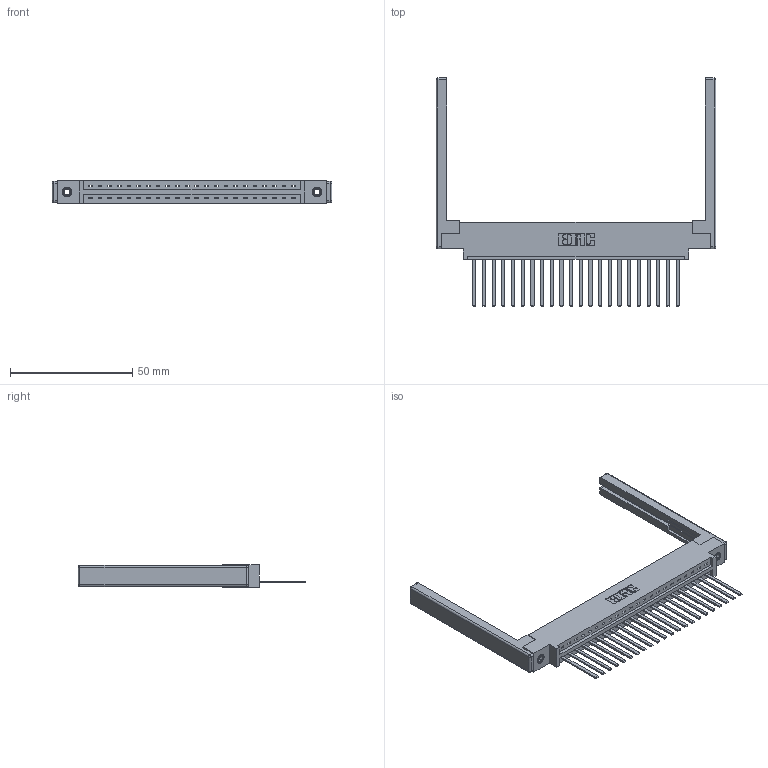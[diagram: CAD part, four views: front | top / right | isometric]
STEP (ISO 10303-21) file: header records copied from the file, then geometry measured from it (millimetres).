
FILE_DESCRIPTION (( 'STEP AP203' ), '1' );
FILE_NAME ('337-022-544-668.STEP', '2019-09-30T14:03:36', ( '' ), ( '' ), 'SwSTEP 2.0', 'SolidWorks 2016', '' );
FILE_SCHEMA (( 'CONFIG_CONTROL_DESIGN' ));
Length unit declared in the file: inch
Products named in the file (5): 345-250-001_345-250-001-102; 307-220-068; 345-292-001_345-293-144; 337 Part_0.170 Offset - 0.156 Dia-TI; 337-022-544-668
Assembly tree (27 placements, depth 2):
  337-022-544-668
    337 Part_0.170 Offset - 0.156 Dia-TI
    345-292-001_345-293-144  x22
    345-250-001_345-250-001-102  x2
    307-220-068  x2
Bounding box: 114.6 x 93.35 x 9.4 mm (x, y, z)
Volume: 16189.5 mm3; surface area: 17108 mm2
Topology: 27 solids, 27 shells, 1504 faces, 4453 edges, 2918 vertices
Faces by surface type: plane 1086, cylinder 394, cone 12, sphere 8, torus 4
Entity records: 21648 total; most frequent: CARTESIAN_POINT 3725, ORIENTED_EDGE 3672, DIRECTION 3246, EDGE_CURVE 1836, VECTOR 1662, LINE 1662, VERTEX_POINT 1214, AXIS2_PLACEMENT_3D 792
